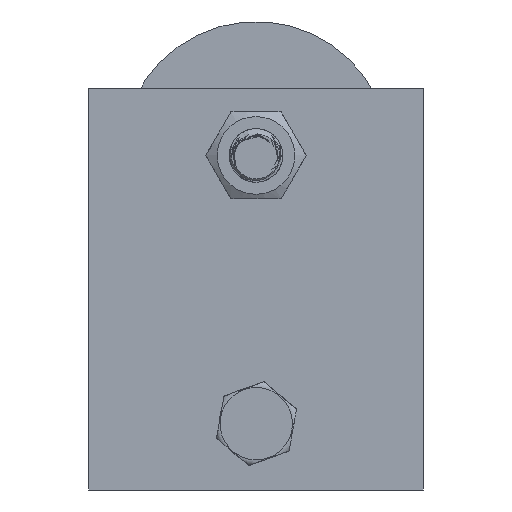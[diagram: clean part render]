
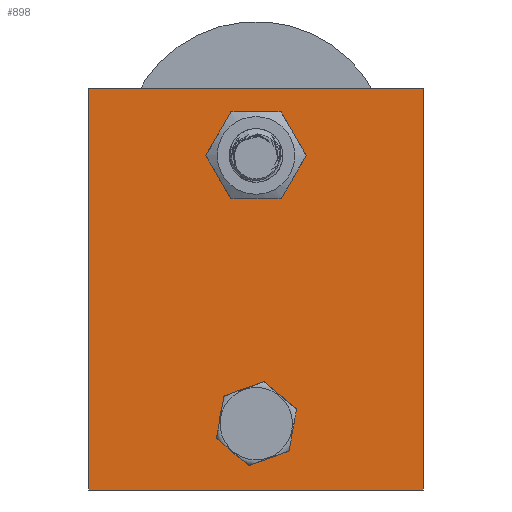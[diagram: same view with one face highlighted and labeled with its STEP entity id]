
A CAD part, front view. The second image highlights one B-rep face of the part: STEP entity #898.
In plain terms, the highlighted face is planar.
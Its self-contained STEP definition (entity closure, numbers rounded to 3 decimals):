
#699=CARTESIAN_POINT('',(14.25,25.0,5.0));
#700=VERTEX_POINT('',#699);
#701=CARTESIAN_POINT('',(10.,25.0,5.0));
#702=DIRECTION('',(0.0,0.0,-1.0));
#703=DIRECTION('',(1.0,0.0,0.0));
#704=AXIS2_PLACEMENT_3D('',#701,#702,#703);
#705=CIRCLE('',#704,4.25);
#706=EDGE_CURVE('',#700,#700,#705,.T.);
#727=CARTESIAN_POINT('',(54.25,25.,5.0));
#728=VERTEX_POINT('',#727);
#729=CARTESIAN_POINT('',(50.0,25.,5.0));
#730=DIRECTION('',(0.0,0.0,-1.0));
#731=DIRECTION('',(1.0,0.0,0.0));
#732=AXIS2_PLACEMENT_3D('',#729,#730,#731);
#733=CIRCLE('',#732,4.25);
#734=EDGE_CURVE('',#728,#728,#733,.T.);
#744=CARTESIAN_POINT('',(0.0,0.0,5.0));
#745=VERTEX_POINT('',#744);
#746=CARTESIAN_POINT('',(0.,50.0,5.0));
#747=VERTEX_POINT('',#746);
#748=CARTESIAN_POINT('',(0.0,0.0,5.0));
#749=DIRECTION('',(0.0,1.0,0.0));
#750=VECTOR('',#749,50.0);
#751=LINE('',#748,#750);
#752=EDGE_CURVE('',#745,#747,#751,.T.);
#784=CARTESIAN_POINT('',(60.,50.,5.0));
#785=VERTEX_POINT('',#784);
#786=CARTESIAN_POINT('',(0.,50.0,5.0));
#787=DIRECTION('',(1.0,0.0,0.0));
#788=VECTOR('',#787,60.0);
#789=LINE('',#786,#788);
#790=EDGE_CURVE('',#747,#785,#789,.T.);
#815=CARTESIAN_POINT('',(60.0,0.0,5.0));
#816=VERTEX_POINT('',#815);
#817=CARTESIAN_POINT('',(60.,50.,5.0));
#818=DIRECTION('',(0.0,-1.0,0.0));
#819=VECTOR('',#818,50.);
#820=LINE('',#817,#819);
#821=EDGE_CURVE('',#785,#816,#820,.T.);
#846=CARTESIAN_POINT('',(60.0,0.0,5.0));
#847=DIRECTION('',(-1.0,0.0,0.0));
#848=VECTOR('',#847,60.0);
#849=LINE('',#846,#848);
#850=EDGE_CURVE('',#816,#745,#849,.T.);
#881=CARTESIAN_POINT('',(30.0,25.0,5.0));
#882=DIRECTION('',(0.0,0.0,1.0));
#883=DIRECTION('',(1.0,0.0,0.0));
#884=AXIS2_PLACEMENT_3D('',#881,#882,#883);
#885=PLANE('',#884);
#886=ORIENTED_EDGE('',*,*,#752,.F.);
#887=ORIENTED_EDGE('',*,*,#850,.F.);
#888=ORIENTED_EDGE('',*,*,#821,.F.);
#889=ORIENTED_EDGE('',*,*,#790,.F.);
#890=EDGE_LOOP('',(#886,#887,#888,#889));
#891=FACE_OUTER_BOUND('',#890,.T.);
#892=ORIENTED_EDGE('',*,*,#706,.T.);
#893=EDGE_LOOP('',(#892));
#894=FACE_BOUND('',#893,.T.);
#895=ORIENTED_EDGE('',*,*,#734,.T.);
#896=EDGE_LOOP('',(#895));
#897=FACE_BOUND('',#896,.T.);
#898=ADVANCED_FACE('',(#891,#894,#897),#885,.T.);
